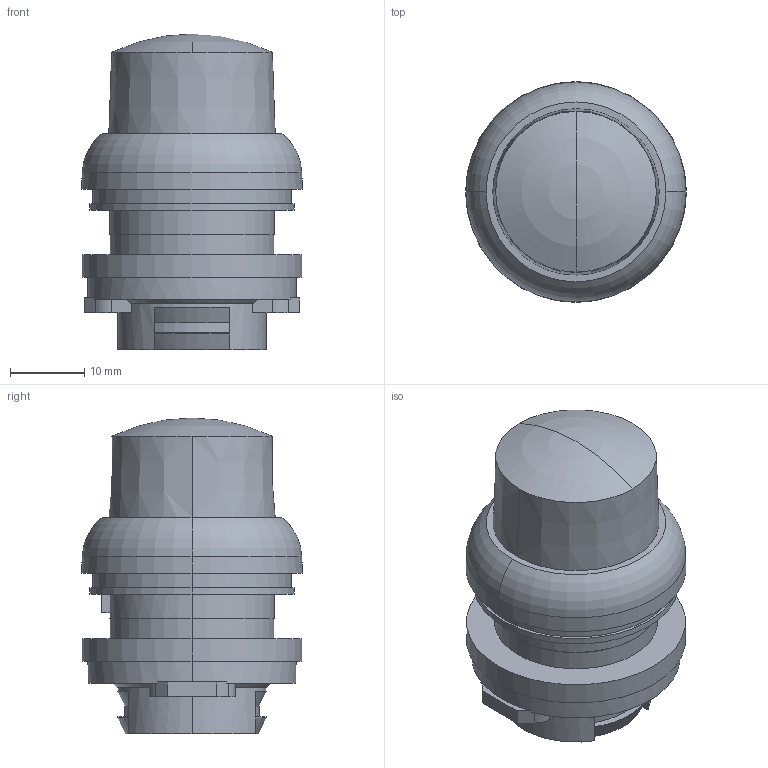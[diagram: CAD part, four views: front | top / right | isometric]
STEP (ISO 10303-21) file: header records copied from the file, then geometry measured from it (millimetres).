
FILE_DESCRIPTION(('HOOPS Exchange Step'),'2;1');
FILE_NAME('export-E177CD7E-2F4B-4E1B-B4CC-1E657E7F1690.stp','2020-09-05T14:45:00+02:00',('Engineering'),('Alibre'),'HOOPS Exchange 2020.0','Alibre','Unknown authorisation');
FILE_SCHEMA( ('AP242_MANAGED_MODEL_BASED_3D_ENGINEERING_MIM_LF {1 0 10303 442 1 1 4 }') );
Length unit declared in the file: millimetre
Products named in the file (1): 5324 M22-WR4 4-Way Changeover switch, RMQ-Titan,Rotary head,maintained,4positions(279419)
Bounding box: 29.7 x 29.7 x 42.5 mm (x, y, z)
Volume: 19454.2 mm3; surface area: 5007.4 mm2
Topology: 1 solids, 1 shells, 74 faces, 190 edges, 125 vertices
Faces by surface type: plane 40, cylinder 20, cone 10, torus 2, sphere 2
Entity records: 2296 total; most frequent: CARTESIAN_POINT 413, DIRECTION 408, ORIENTED_EDGE 376, EDGE_CURVE 188, AXIS2_PLACEMENT_3D 156, VERTEX_POINT 125, VECTOR 96, LINE 96
